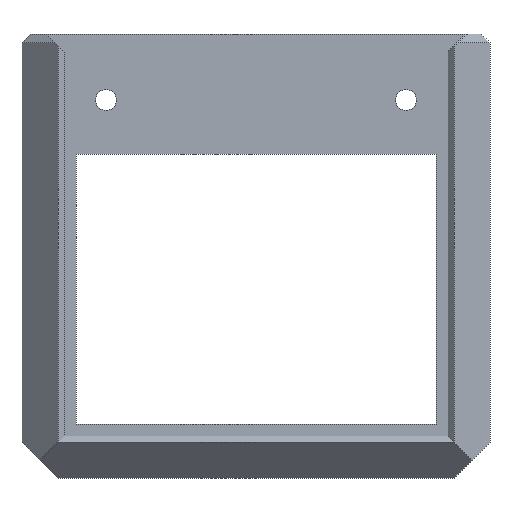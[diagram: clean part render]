
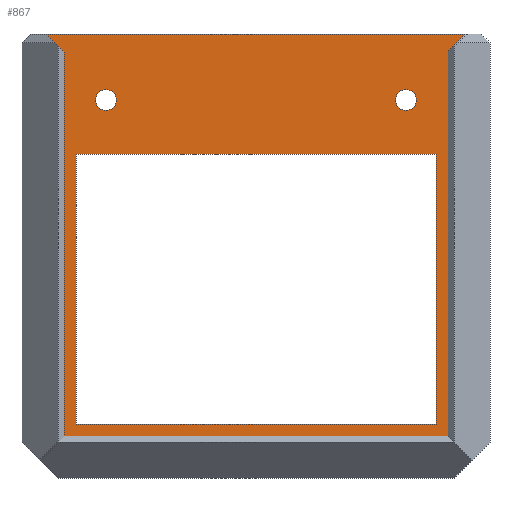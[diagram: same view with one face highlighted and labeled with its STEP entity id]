
A CAD part, front view. The second image highlights one B-rep face of the part: STEP entity #867.
In plain terms, the highlighted planar face has unit normal (0, -1, 0).
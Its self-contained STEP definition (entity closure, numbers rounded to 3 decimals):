
#16=FACE_BOUND('',#123,.T.);
#17=FACE_BOUND('',#124,.T.);
#18=FACE_BOUND('',#125,.T.);
#19=FACE_BOUND('',#126,.T.);
#24=CIRCLE('',#891,0.875);
#26=CIRCLE('',#894,0.875);
#123=EDGE_LOOP('',(#752));
#124=EDGE_LOOP('',(#753));
#125=EDGE_LOOP('',(#754,#755,#756,#757));
#126=EDGE_LOOP('',(#758,#759,#760,#761));
#162=LINE('',#1206,#274);
#175=LINE('',#1232,#287);
#230=LINE('',#1351,#342);
#231=LINE('',#1355,#343);
#235=LINE('',#1363,#347);
#238=LINE('',#1369,#350);
#241=LINE('',#1374,#353);
#243=LINE('',#1377,#355);
#274=VECTOR('',#969,35.);
#287=VECTOR('',#990,35.);
#342=VECTOR('',#1115,35.);
#343=VECTOR('',#1118,22.5);
#347=VECTOR('',#1124,30.);
#350=VECTOR('',#1129,22.5);
#353=VECTOR('',#1134,30.);
#355=VECTOR('',#1138,35.);
#358=VERTEX_POINT('',#1148);
#381=VERTEX_POINT('',#1204);
#390=VERTEX_POINT('',#1230);
#400=VERTEX_POINT('',#1268);
#402=VERTEX_POINT('',#1273);
#419=VERTEX_POINT('',#1349);
#420=VERTEX_POINT('',#1353);
#421=VERTEX_POINT('',#1354);
#424=VERTEX_POINT('',#1362);
#426=VERTEX_POINT('',#1368);
#458=EDGE_CURVE('',#358,#381,#162,.T.);
#471=EDGE_CURVE('',#390,#381,#175,.T.);
#490=EDGE_CURVE('',#400,#400,#24,.T.);
#492=EDGE_CURVE('',#402,#402,#26,.T.);
#530=EDGE_CURVE('',#390,#419,#230,.T.);
#531=EDGE_CURVE('',#420,#421,#231,.T.);
#535=EDGE_CURVE('',#421,#424,#235,.T.);
#538=EDGE_CURVE('',#424,#426,#238,.T.);
#541=EDGE_CURVE('',#426,#420,#241,.T.);
#543=EDGE_CURVE('',#358,#419,#243,.T.);
#752=ORIENTED_EDGE('',*,*,#490,.T.);
#753=ORIENTED_EDGE('',*,*,#492,.T.);
#754=ORIENTED_EDGE('',*,*,#538,.T.);
#755=ORIENTED_EDGE('',*,*,#541,.T.);
#756=ORIENTED_EDGE('',*,*,#531,.T.);
#757=ORIENTED_EDGE('',*,*,#535,.T.);
#758=ORIENTED_EDGE('',*,*,#530,.T.);
#759=ORIENTED_EDGE('',*,*,#543,.F.);
#760=ORIENTED_EDGE('',*,*,#458,.T.);
#761=ORIENTED_EDGE('',*,*,#471,.F.);
#819=PLANE('',#922);
#867=ADVANCED_FACE('',(#16,#17,#18,#19),#819,.T.);
#891=AXIS2_PLACEMENT_3D('',#1269,#1025,#1026);
#894=AXIS2_PLACEMENT_3D('',#1274,#1031,#1032);
#922=AXIS2_PLACEMENT_3D('',#1376,#1136,#1137);
#969=DIRECTION('',(-1.,0.,0.));
#990=DIRECTION('',(0.,0.,1.));
#1025=DIRECTION('center_axis',(0.,1.,0.));
#1026=DIRECTION('ref_axis',(-1.,0.,0.));
#1031=DIRECTION('center_axis',(0.,1.,0.));
#1032=DIRECTION('ref_axis',(-1.,0.,0.));
#1115=DIRECTION('',(1.,0.,0.));
#1118=DIRECTION('',(0.,0.,-1.));
#1124=DIRECTION('',(-1.,0.,0.));
#1129=DIRECTION('',(0.,0.,1.));
#1134=DIRECTION('',(1.,0.,0.));
#1136=DIRECTION('center_axis',(0.,-1.,0.));
#1137=DIRECTION('ref_axis',(0.,0.,-1.));
#1138=DIRECTION('',(0.,0.,-1.));
#1148=CARTESIAN_POINT('',(-2.,3.,37.));
#1204=CARTESIAN_POINT('',(-37.,3.,37.));
#1206=CARTESIAN_POINT('',(-37.,3.,37.));
#1230=CARTESIAN_POINT('',(-37.,3.,2.));
#1232=CARTESIAN_POINT('',(-37.,3.,0.));
#1268=CARTESIAN_POINT('',(-6.125,3.,31.5));
#1269=CARTESIAN_POINT('Origin',(-7.,3.,31.5));
#1273=CARTESIAN_POINT('',(-31.125,3.,31.5));
#1274=CARTESIAN_POINT('Origin',(-32.,3.,31.5));
#1349=CARTESIAN_POINT('',(-2.,3.,2.));
#1351=CARTESIAN_POINT('',(-10.75,3.,2.));
#1353=CARTESIAN_POINT('',(-4.5,3.,27.));
#1354=CARTESIAN_POINT('',(-4.5,3.,4.5));
#1355=CARTESIAN_POINT('',(-4.5,3.,13.5));
#1362=CARTESIAN_POINT('',(-34.5,3.,4.5));
#1363=CARTESIAN_POINT('',(-3.25,3.,4.5));
#1368=CARTESIAN_POINT('',(-34.5,3.,27.));
#1369=CARTESIAN_POINT('',(-34.5,3.,2.25));
#1374=CARTESIAN_POINT('',(-18.25,3.,27.));
#1376=CARTESIAN_POINT('Origin',(-2.,3.,0.));
#1377=CARTESIAN_POINT('',(-2.,3.,0.));
